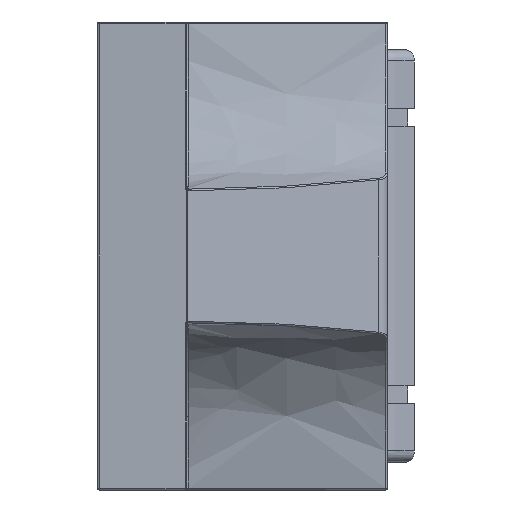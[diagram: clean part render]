
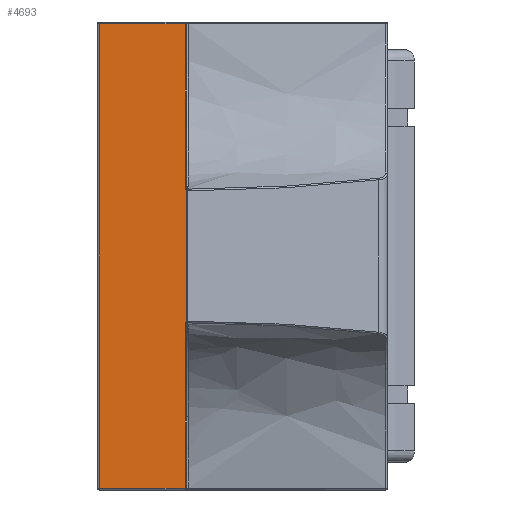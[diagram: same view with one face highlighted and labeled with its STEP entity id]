
A CAD part, left-side view. The second image highlights one B-rep face of the part: STEP entity #4693.
In plain terms, the highlighted planar face has unit normal (-1, 0, 0).
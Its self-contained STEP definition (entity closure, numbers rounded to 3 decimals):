
#57=B_SPLINE_CURVE_WITH_KNOTS('',3,(#8079,#8080,#8081,#8082,#8083,#8084,
#8085,#8086,#8087,#8088,#8089,#8090,#8091,#8092),.UNSPECIFIED.,.F.,.F.,
(4,2,2,2,2,2,4),(0.,0.,0.,0.,
0.,0.,0.),
 .UNSPECIFIED.);
#58=B_SPLINE_CURVE_WITH_KNOTS('',3,(#8103,#8104,#8105,#8106,#8107,#8108,
#8109,#8110,#8111,#8112,#8113,#8114,#8115,#8116),.UNSPECIFIED.,.F.,.F.,
(4,2,2,2,2,2,4),(0.,0.,0.,
0.,0.,0.,0.),
 .UNSPECIFIED.);
#285=PLANE('',#5123);
#510=LINE('',#8077,#832);
#511=LINE('',#8094,#833);
#512=LINE('',#8096,#834);
#513=LINE('',#8098,#835);
#514=LINE('',#8100,#836);
#515=LINE('',#8102,#837);
#832=VECTOR('',#6004,1000.);
#833=VECTOR('',#6005,1000.);
#834=VECTOR('',#6006,1000.);
#835=VECTOR('',#6007,1000.);
#836=VECTOR('',#6008,1000.);
#837=VECTOR('',#6009,1000.);
#1202=FACE_OUTER_BOUND('',#1528,.T.);
#1528=EDGE_LOOP('',(#3543,#3544,#3545,#3546,#3547,#3548,#3549,#3550));
#2271=VERTEX_POINT('',#8075);
#2272=VERTEX_POINT('',#8076);
#2273=VERTEX_POINT('',#8078);
#2274=VERTEX_POINT('',#8093);
#2275=VERTEX_POINT('',#8095);
#2276=VERTEX_POINT('',#8097);
#2277=VERTEX_POINT('',#8099);
#2278=VERTEX_POINT('',#8101);
#2733=EDGE_CURVE('',#2271,#2272,#510,.T.);
#2734=EDGE_CURVE('',#2272,#2273,#57,.T.);
#2735=EDGE_CURVE('',#2273,#2274,#511,.T.);
#2736=EDGE_CURVE('',#2274,#2275,#512,.T.);
#2737=EDGE_CURVE('',#2275,#2276,#513,.T.);
#2738=EDGE_CURVE('',#2276,#2277,#514,.T.);
#2739=EDGE_CURVE('',#2277,#2278,#515,.T.);
#2740=EDGE_CURVE('',#2278,#2271,#58,.T.);
#3543=ORIENTED_EDGE('',*,*,#2733,.T.);
#3544=ORIENTED_EDGE('',*,*,#2734,.T.);
#3545=ORIENTED_EDGE('',*,*,#2735,.T.);
#3546=ORIENTED_EDGE('',*,*,#2736,.T.);
#3547=ORIENTED_EDGE('',*,*,#2737,.T.);
#3548=ORIENTED_EDGE('',*,*,#2738,.T.);
#3549=ORIENTED_EDGE('',*,*,#2739,.T.);
#3550=ORIENTED_EDGE('',*,*,#2740,.T.);
#4693=ADVANCED_FACE('',(#1202),#285,.F.);
#5123=AXIS2_PLACEMENT_3D('',#8074,#6002,#6003);
#6002=DIRECTION('center_axis',(1.,0.,0.));
#6003=DIRECTION('ref_axis',(0.,1.,0.));
#6004=DIRECTION('',(0.,0.,1.));
#6005=DIRECTION('',(0.,0.,1.));
#6006=DIRECTION('',(0.,1.,0.));
#6007=DIRECTION('',(0.,0.,-1.));
#6008=DIRECTION('',(0.,-1.,0.));
#6009=DIRECTION('',(0.,0.,1.));
#8074=CARTESIAN_POINT('Origin',(-31.,0.,21.));
#8075=CARTESIAN_POINT('',(-31.,10.016,-5.813));
#8076=CARTESIAN_POINT('',(-31.,10.016,5.813));
#8077=CARTESIAN_POINT('',(-31.,10.016,21.));
#8078=CARTESIAN_POINT('',(-31.,10.15,6.15));
#8079=CARTESIAN_POINT('Ctrl Pts',(-31.,10.016,5.813));
#8080=CARTESIAN_POINT('Ctrl Pts',(-31.,10.01,5.819));
#8081=CARTESIAN_POINT('Ctrl Pts',(-31.,10.003,5.824));
#8082=CARTESIAN_POINT('Ctrl Pts',(-31.,9.99,5.836));
#8083=CARTESIAN_POINT('Ctrl Pts',(-31.,9.982,5.841));
#8084=CARTESIAN_POINT('Ctrl Pts',(-31.,9.979,5.859));
#8085=CARTESIAN_POINT('Ctrl Pts',(-31.,9.987,5.865));
#8086=CARTESIAN_POINT('Ctrl Pts',(-31.,10.,5.877));
#8087=CARTESIAN_POINT('Ctrl Pts',(-31.,10.006,5.882));
#8088=CARTESIAN_POINT('Ctrl Pts',(-31.,10.039,5.909));
#8089=CARTESIAN_POINT('Ctrl Pts',(-31.,10.065,5.933));
#8090=CARTESIAN_POINT('Ctrl Pts',(-31.,10.126,6.015));
#8091=CARTESIAN_POINT('Ctrl Pts',(-31.,10.15,6.081));
#8092=CARTESIAN_POINT('Ctrl Pts',(-31.,10.15,6.15));
#8093=CARTESIAN_POINT('',(-31.,10.15,20.85));
#8094=CARTESIAN_POINT('',(-31.,10.15,21.));
#8095=CARTESIAN_POINT('',(-31.,17.85,20.85));
#8096=CARTESIAN_POINT('',(-31.,18.,20.85));
#8097=CARTESIAN_POINT('',(-31.,17.85,-20.85));
#8098=CARTESIAN_POINT('',(-31.,17.85,-20.85));
#8099=CARTESIAN_POINT('',(-31.,10.15,-20.85));
#8100=CARTESIAN_POINT('',(-31.,0.,-20.85));
#8101=CARTESIAN_POINT('',(-31.,10.15,-6.15));
#8102=CARTESIAN_POINT('',(-31.,10.15,21.));
#8103=CARTESIAN_POINT('Ctrl Pts',(-31.,10.15,-6.15));
#8104=CARTESIAN_POINT('Ctrl Pts',(-31.,10.15,-6.081));
#8105=CARTESIAN_POINT('Ctrl Pts',(-31.,10.126,-6.015));
#8106=CARTESIAN_POINT('Ctrl Pts',(-31.,10.065,-5.933));
#8107=CARTESIAN_POINT('Ctrl Pts',(-31.,10.039,-5.909));
#8108=CARTESIAN_POINT('Ctrl Pts',(-31.,10.006,-5.882));
#8109=CARTESIAN_POINT('Ctrl Pts',(-31.,10.,-5.877));
#8110=CARTESIAN_POINT('Ctrl Pts',(-31.,9.987,-5.865));
#8111=CARTESIAN_POINT('Ctrl Pts',(-31.,9.979,-5.859));
#8112=CARTESIAN_POINT('Ctrl Pts',(-31.,9.982,-5.841));
#8113=CARTESIAN_POINT('Ctrl Pts',(-31.,9.99,-5.836));
#8114=CARTESIAN_POINT('Ctrl Pts',(-31.,10.003,-5.824));
#8115=CARTESIAN_POINT('Ctrl Pts',(-31.,10.01,-5.819));
#8116=CARTESIAN_POINT('Ctrl Pts',(-31.,10.016,-5.813));
